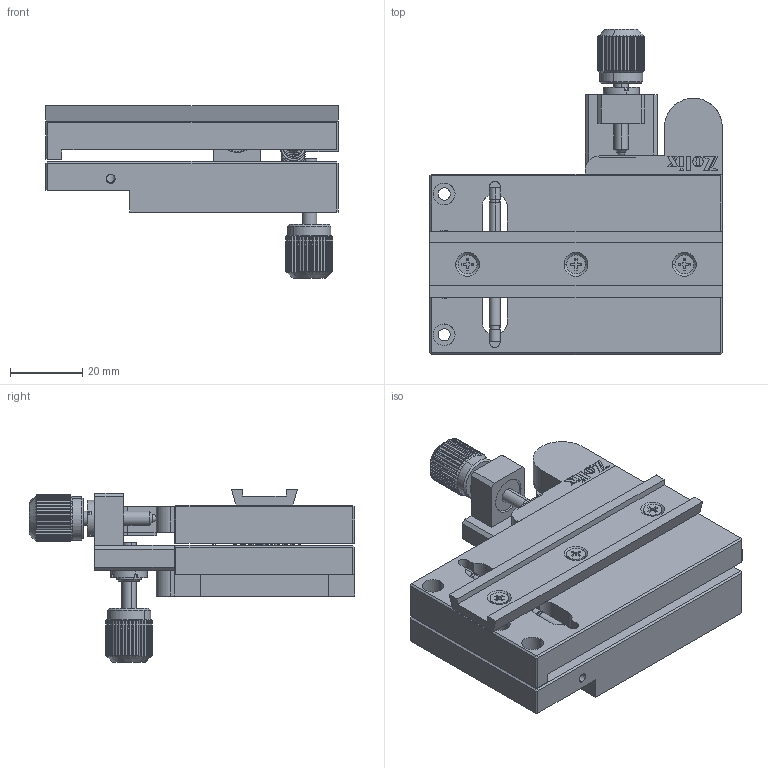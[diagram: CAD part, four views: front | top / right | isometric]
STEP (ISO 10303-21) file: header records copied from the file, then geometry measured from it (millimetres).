
FILE_DESCRIPTION (( 'STEP AP203' ), '1' );
FILE_NAME ('NFP-2561TL.step', '2019-05-08T07:22:20', ( '' ), ( '' ), 'SwSTEP 2.0', 'SolidWorks 2017', '' );
FILE_SCHEMA (( 'CONFIG_CONTROL_DESIGN' ));
Length unit declared in the file: millimetre
Products named in the file (1): NFP-2561TL
Bounding box: 81 x 90.1 x 47.9 mm (x, y, z)
Surface area: 37028.4 mm2 (no closed solid volume)
Topology: 0 solids, 51 shells, 774 faces, 2655 edges, 1897 vertices
Faces by surface type: plane 463, cylinder 258, cone 32, torus 10, sphere 6, bspline 5
Entity records: 35596 total; most frequent: CARTESIAN_POINT 12817, DIRECTION 4588, ORIENTED_EDGE 4505, EDGE_CURVE 2644, VERTEX_POINT 1894, LINE 1530, VECTOR 1530, AXIS2_PLACEMENT_3D 1529
